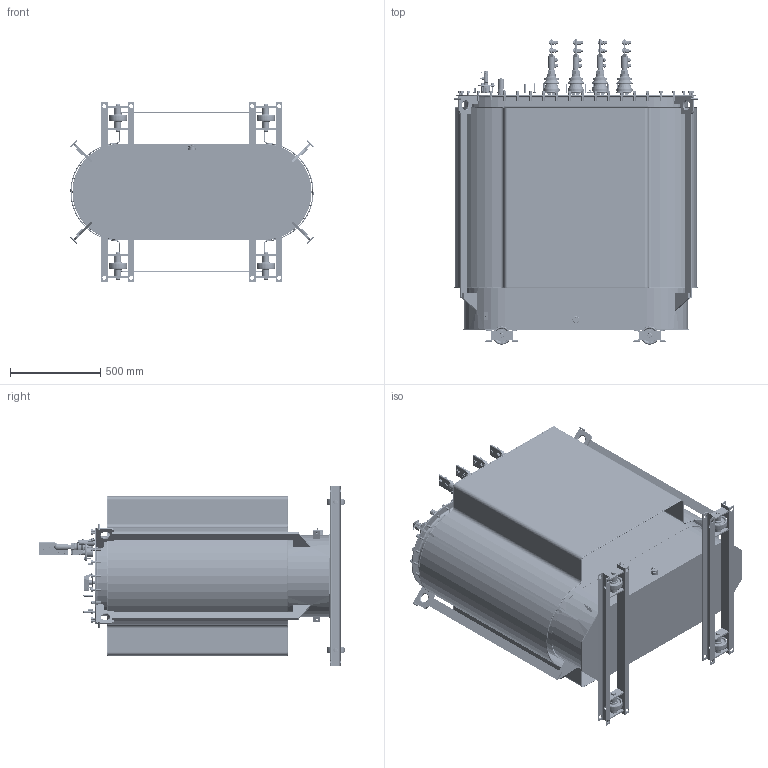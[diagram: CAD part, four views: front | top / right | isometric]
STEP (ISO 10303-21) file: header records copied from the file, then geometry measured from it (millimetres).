
FILE_DESCRIPTION(/* description */ (''),/* implementation_level */ '2;1');
FILE_NAME(/* name */ '!!!ВИЕЛ.672233.056_СБ_Трансформатор ТМГ12-630_10_У1(ХЛ1)_Shrinkwrap_1.stp',/* time_stamp */ '2016-07-27T11:29:29+03:00',/* author */ ('54405'),/* organization */ (''),/* preprocessor_version */ 'ST-DEVELOPER v15.2',/* originating_system */ 'Autodesk Inventor 2014',/* authorisation */ '');
FILE_SCHEMA (('AUTOMOTIVE_DESIGN { 1 0 10303 214 3 1 1 }'));
Products named in the file (1):  ТМГ12-63
0_10_У1(ХЛ1)_Shrinkwrap_1
Bounding box: 1349.99 x 1690.94 x 994 mm (x, y, z)
Volume: 19436704.7 mm3; surface area: 16054927.9 mm2
Topology: 119 solids, 134 shells, 4323 faces, 10312 edges, 6646 vertices
Faces by surface type: plane 2413, cylinder 862, bspline 470, cone 308, torus 223, sphere 47
Full cylindrical faces by diameter (mm): 1.6 x3, 3.1 x4, 3.2 x1, 3.96 x1, 4 x5, 4.134 x1, 4.95 x1, 5 x1, 5.3 x1, 5.5 x2, 6 x21, 6.2 x5, 6.5 x1, 7.1 x2, 7.5 x1, 7.92 x3, 8 x7, 8.4 x6, 8.746 x15, 9 x8, 10 x20, 11 x1, 11.88 x58, 12 x90, 13 x70, 14 x2, 14.2 x1, 15 x2, 16.1 x1, 17 x7
Entity records: 192353 total; most frequent: CARTESIAN_POINT 51056, ORIENTED_EDGE 27330, DIRECTION 26158, EDGE_CURVE 13644, AXIS2_PLACEMENT_3D 9671, VERTEX_POINT 9523, EDGE_LOOP 8466, LINE 6816
